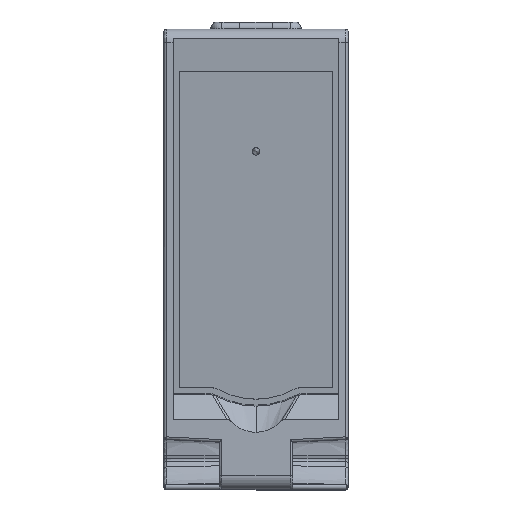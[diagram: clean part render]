
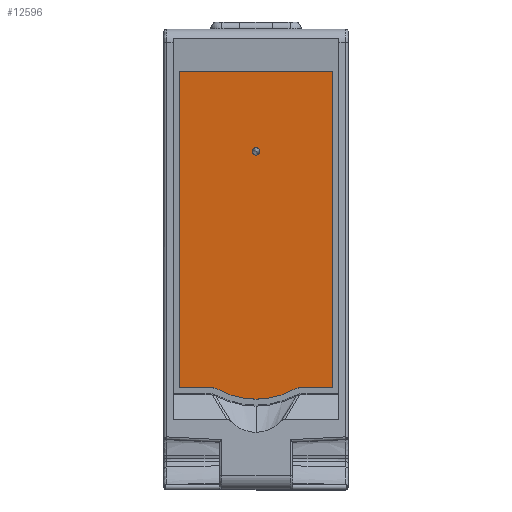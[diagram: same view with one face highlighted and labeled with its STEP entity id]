
A CAD part, top view. The second image highlights one B-rep face of the part: STEP entity #12596.
In plain terms, the highlighted planar face has unit normal (0, -0.096, 0.995).
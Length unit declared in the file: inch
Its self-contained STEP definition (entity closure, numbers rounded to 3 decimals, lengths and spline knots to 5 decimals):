
#21 = AXIS2_PLACEMENT_3D ( 'NONE', #10038, #7791, #8850 ) ;
#40 = CARTESIAN_POINT ( 'NONE',  ( 0.19412, 0.35688, -0.1532 ) ) ;
#338 = ORIENTED_EDGE ( 'NONE', *, *, #1007, .T. ) ;
#443 = DIRECTION ( 'NONE',  ( 0., -0.995, -0.096 ) ) ;
#758 = CARTESIAN_POINT ( 'NONE',  ( 0.32874, 1.7889, -0.01532 ) ) ;
#827 = VERTEX_POINT ( 'NONE', #758 ) ;
#895 = DIRECTION ( 'NONE',  ( 0., 0.096, -0.995 ) ) ;
#1007 = EDGE_CURVE ( 'NONE', #12788, #4826, #7875, .T. ) ;
#1117 = AXIS2_PLACEMENT_3D ( 'NONE', #5325, #3271, #4326 ) ;
#1343 = CARTESIAN_POINT ( 'NONE',  ( -0.32874, 1.7889, -0.01532 ) ) ;
#1605 = DIRECTION ( 'NONE',  ( 0., 0.096, -0.995 ) ) ;
#1891 = VECTOR ( 'NONE', #443, 39.37008 ) ;
#1983 = VECTOR ( 'NONE', #12973, 39.37008 ) ;
#2031 = ORIENTED_EDGE ( 'NONE', *, *, #9699, .F. ) ;
#2295 = ORIENTED_EDGE ( 'NONE', *, *, #10529, .F. ) ;
#2374 = CARTESIAN_POINT ( 'NONE',  ( 0.32874, 0.43526, -0.14566 ) ) ;
#2866 = PLANE ( 'NONE',  #21 ) ;
#3271 = DIRECTION ( 'NONE',  ( 0., 0.096, -0.995 ) ) ;
#3403 = LINE ( 'NONE', #4586, #9317 ) ;
#3484 = VERTEX_POINT ( 'NONE', #8576 ) ;
#4073 = EDGE_CURVE ( 'NONE', #5646, #3484, #3403, .T. ) ;
#4326 = DIRECTION ( 'NONE',  ( 0., -0.995, -0.096 ) ) ;
#4422 = LINE ( 'NONE', #10408, #5307 ) ;
#4586 = CARTESIAN_POINT ( 'NONE',  ( 0.17302, 0.43526, -0.14566 ) ) ;
#4783 = FACE_OUTER_BOUND ( 'NONE', #5032, .T. ) ;
#4826 = VERTEX_POINT ( 'NONE', #7355 ) ;
#5032 = EDGE_LOOP ( 'NONE', ( #12379, #7386, #9464, #2295, #10466, #2031, #338, #6270 ) ) ;
#5307 = VECTOR ( 'NONE', #12172, 39.37008 ) ;
#5325 = CARTESIAN_POINT ( 'NONE',  ( 0., 0.7135, -0.11887 ) ) ;
#5490 = LINE ( 'NONE', #9547, #1891 ) ;
#5646 = VERTEX_POINT ( 'NONE', #2374 ) ;
#5859 = LINE ( 'NONE', #9915, #1983 ) ;
#5871 = VERTEX_POINT ( 'NONE', #12284 ) ;
#6270 = ORIENTED_EDGE ( 'NONE', *, *, #7509, .F. ) ;
#6389 = EDGE_CURVE ( 'NONE', #6692, #3484, #9549, .T. ) ;
#6398 = LINE ( 'NONE', #1343, #13042 ) ;
#6692 = VERTEX_POINT ( 'NONE', #12817 ) ;
#6939 = EDGE_CURVE ( 'NONE', #827, #5646, #5490, .T. ) ;
#7236 = AXIS2_PLACEMENT_3D ( 'NONE', #11783, #1605, #9588 ) ;
#7355 = CARTESIAN_POINT ( 'NONE',  ( -0.15661, 0.42579, -0.14657 ) ) ;
#7386 = ORIENTED_EDGE ( 'NONE', *, *, #4073, .F. ) ;
#7509 = EDGE_CURVE ( 'NONE', #6692, #4826, #10019, .T. ) ;
#7575 = CARTESIAN_POINT ( 'NONE',  ( -0.19412, 0.43526, -0.14566 ) ) ;
#7791 = DIRECTION ( 'NONE',  ( 0., -0.096, 0.995 ) ) ;
#7875 = CIRCLE ( 'NONE', #7236, 0.07874 ) ;
#8274 = DIRECTION ( 'NONE',  ( 1., 0., 0. ) ) ;
#8576 = CARTESIAN_POINT ( 'NONE',  ( 0.19412, 0.43526, -0.14566 ) ) ;
#8850 = DIRECTION ( 'NONE',  ( 0., -0.995, -0.096 ) ) ;
#9019 = DIRECTION ( 'NONE',  ( 0., -0.995, -0.096 ) ) ;
#9317 = VECTOR ( 'NONE', #12640, 39.37008 ) ;
#9464 = ORIENTED_EDGE ( 'NONE', *, *, #6939, .F. ) ;
#9547 = CARTESIAN_POINT ( 'NONE',  ( 0.32874, 1.7889, -0.01532 ) ) ;
#9549 = CIRCLE ( 'NONE', #11657, 0.07874 ) ;
#9588 = DIRECTION ( 'NONE',  ( 0., -0.995, -0.096 ) ) ;
#9699 = EDGE_CURVE ( 'NONE', #12788, #11829, #5859, .T. ) ;
#9915 = CARTESIAN_POINT ( 'NONE',  ( -0.32874, 0.43526, -0.14566 ) ) ;
#10019 = CIRCLE ( 'NONE', #1117, 0.32874 ) ;
#10035 = CARTESIAN_POINT ( 'NONE',  ( -0.32874, 0.43526, -0.14566 ) ) ;
#10038 = CARTESIAN_POINT ( 'NONE',  ( 0., 0.7135, -0.11887 ) ) ;
#10408 = CARTESIAN_POINT ( 'NONE',  ( -0.32874, 0.43526, -0.14566 ) ) ;
#10466 = ORIENTED_EDGE ( 'NONE', *, *, #11819, .F. ) ;
#10529 = EDGE_CURVE ( 'NONE', #5871, #827, #6398, .T. ) ;
#11657 = AXIS2_PLACEMENT_3D ( 'NONE', #40, #895, #9019 ) ;
#11783 = CARTESIAN_POINT ( 'NONE',  ( -0.19412, 0.35688, -0.1532 ) ) ;
#11819 = EDGE_CURVE ( 'NONE', #11829, #5871, #4422, .T. ) ;
#11829 = VERTEX_POINT ( 'NONE', #10035 ) ;
#12172 = DIRECTION ( 'NONE',  ( 0., 0.995, 0.096 ) ) ;
#12284 = CARTESIAN_POINT ( 'NONE',  ( -0.32874, 1.7889, -0.01532 ) ) ;
#12379 = ORIENTED_EDGE ( 'NONE', *, *, #6389, .T. ) ;
#12596 = ADVANCED_FACE ( 'NONE', ( #4783 ), #2866, .T. ) ;
#12640 = DIRECTION ( 'NONE',  ( -1., 0., 0. ) ) ;
#12788 = VERTEX_POINT ( 'NONE', #7575 ) ;
#12817 = CARTESIAN_POINT ( 'NONE',  ( 0.15661, 0.42579, -0.14657 ) ) ;
#12973 = DIRECTION ( 'NONE',  ( -1., 0., 0. ) ) ;
#13042 = VECTOR ( 'NONE', #8274, 39.37008 ) ;
